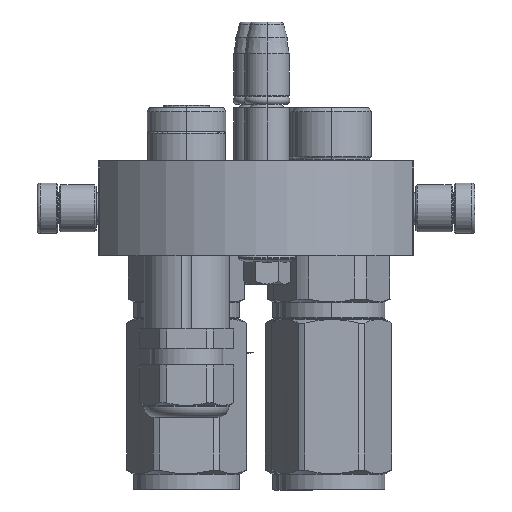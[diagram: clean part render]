
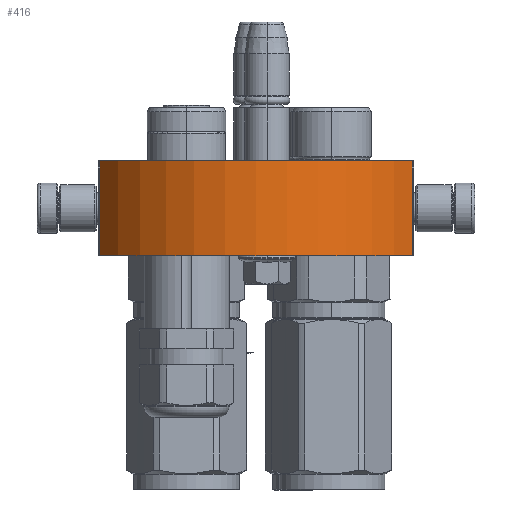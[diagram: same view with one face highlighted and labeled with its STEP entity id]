
A CAD part, left-side view. The second image highlights one B-rep face of the part: STEP entity #416.
In plain terms, the highlighted cylindrical face has radius 57.25 mm (diameter 114.5 mm), a partial arc.
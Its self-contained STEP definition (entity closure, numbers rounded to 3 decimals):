
#416 = ADVANCED_FACE ( 'NONE', ( #7222 ), #28708, .T. ) ;
#1338 = VERTEX_POINT ( 'NONE', #23268 ) ;
#4404 = CARTESIAN_POINT ( 'NONE',  ( 49.5, 0., -28.763 ) ) ;
#5802 = VERTEX_POINT ( 'NONE', #10359 ) ;
#7222 = FACE_OUTER_BOUND ( 'NONE', #18798, .T. ) ;
#9805 = EDGE_CURVE ( 'NONE', #5802, #51817, #65883, .T. ) ;
#10359 = CARTESIAN_POINT ( 'NONE',  ( 49.5, 0., -28.763 ) ) ;
#12011 = CARTESIAN_POINT ( 'NONE',  ( -49.5, 30., -28.763 ) ) ;
#12535 = VERTEX_POINT ( 'NONE', #12011 ) ;
#13026 = LINE ( 'NONE', #38963, #63797 ) ;
#14108 = CIRCLE ( 'NONE', #39873, 57.25 ) ;
#14126 = DIRECTION ( 'NONE',  ( 0.865, 0., -0.502 ) ) ;
#18798 = EDGE_LOOP ( 'NONE', ( #34461, #23767, #32967, #52404 ) ) ;
#23268 = CARTESIAN_POINT ( 'NONE',  ( 49.5, 30., -28.763 ) ) ;
#23710 = CARTESIAN_POINT ( 'NONE',  ( 0., 0., 0. ) ) ;
#23767 = ORIENTED_EDGE ( 'NONE', *, *, #25459, .F. ) ;
#24248 = CARTESIAN_POINT ( 'NONE',  ( 0., 0., 0. ) ) ;
#24972 = EDGE_CURVE ( 'NONE', #1338, #12535, #14108, .T. ) ;
#24999 = CARTESIAN_POINT ( 'NONE',  ( 0., 30., 0. ) ) ;
#25459 = EDGE_CURVE ( 'NONE', #5802, #1338, #63138, .T. ) ;
#28708 = CYLINDRICAL_SURFACE ( 'NONE', #51517, 57.25 ) ;
#29557 = DIRECTION ( 'NONE',  ( 1., 0., 0. ) ) ;
#29670 = AXIS2_PLACEMENT_3D ( 'NONE', #23710, #43981, #14126 ) ;
#32967 = ORIENTED_EDGE ( 'NONE', *, *, #9805, .T. ) ;
#34461 = ORIENTED_EDGE ( 'NONE', *, *, #24972, .F. ) ;
#34657 = DIRECTION ( 'NONE',  ( 0., 1., 0. ) ) ;
#35392 = DIRECTION ( 'NONE',  ( 0., 1., 0. ) ) ;
#38963 = CARTESIAN_POINT ( 'NONE',  ( -49.5, 0., -28.763 ) ) ;
#39873 = AXIS2_PLACEMENT_3D ( 'NONE', #24999, #35392, #61053 ) ;
#43981 = DIRECTION ( 'NONE',  ( 0., 1., 0. ) ) ;
#44936 = DIRECTION ( 'NONE',  ( 0., -1., 0. ) ) ;
#51517 = AXIS2_PLACEMENT_3D ( 'NONE', #24248, #44936, #29557 ) ;
#51817 = VERTEX_POINT ( 'NONE', #52069 ) ;
#52069 = CARTESIAN_POINT ( 'NONE',  ( -49.5, 0., -28.763 ) ) ;
#52404 = ORIENTED_EDGE ( 'NONE', *, *, #54179, .T. ) ;
#53989 = DIRECTION ( 'NONE',  ( 0., 1., 0. ) ) ;
#54179 = EDGE_CURVE ( 'NONE', #51817, #12535, #13026, .T. ) ;
#61053 = DIRECTION ( 'NONE',  ( 0.865, 0., -0.502 ) ) ;
#63138 = LINE ( 'NONE', #4404, #64711 ) ;
#63797 = VECTOR ( 'NONE', #53989, 1000. ) ;
#64711 = VECTOR ( 'NONE', #34657, 1000. ) ;
#65883 = CIRCLE ( 'NONE', #29670, 57.25 ) ;
